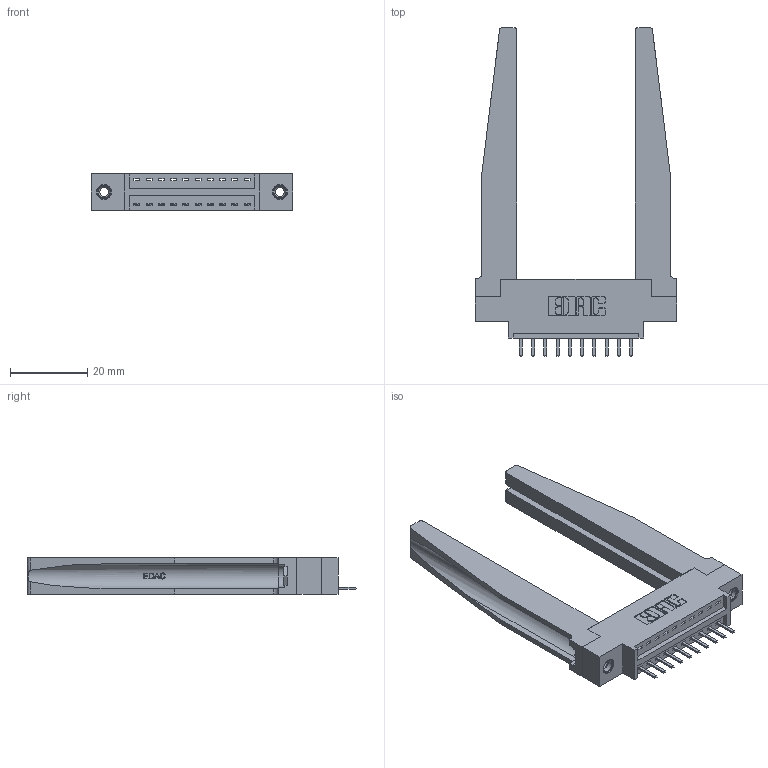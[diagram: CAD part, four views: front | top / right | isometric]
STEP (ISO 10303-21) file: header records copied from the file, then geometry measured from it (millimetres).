
FILE_DESCRIPTION (( 'STEP AP203' ), '1' );
FILE_NAME ('346-010-520-678.STEP', '2022-05-04T23:25:16', ( '' ), ( '' ), 'SwSTEP 2.0', 'SolidWorks 2020', '' );
FILE_SCHEMA (( 'CONFIG_CONTROL_DESIGN' ));
Length unit declared in the file: inch
Products named in the file (5): 346-220-078_345-220-078; 345-292-001_345-293-120; 345-250-001_345-250-001-102; 346 Part_0.170 Offset - 0.156 Dia-TH; 346-010-520-678
Assembly tree (15 placements, depth 2):
  346-010-520-678
    346 Part_0.170 Offset - 0.156 Dia-TH
    345-292-001_345-293-120  x10
    346-220-078_345-220-078  x2
    345-250-001_345-250-001-102  x2
Bounding box: 52.32 x 85.29 x 9.4 mm (x, y, z)
Volume: 11495.5 mm3; surface area: 12024.1 mm2
Topology: 15 solids, 15 shells, 994 faces, 2825 edges, 1846 vertices
Faces by surface type: plane 656, cylinder 286, bspline 36, cone 12, torus 4
Entity records: 15924 total; most frequent: CARTESIAN_POINT 3667, ORIENTED_EDGE 2486, DIRECTION 2245, EDGE_CURVE 1243, VECTOR 973, LINE 973, VERTEX_POINT 820, AXIS2_PLACEMENT_3D 636
